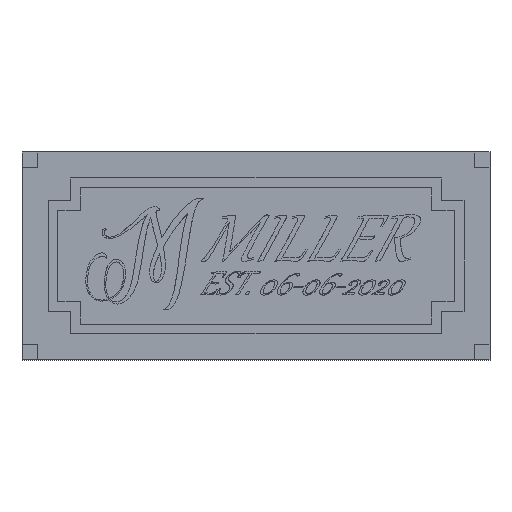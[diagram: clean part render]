
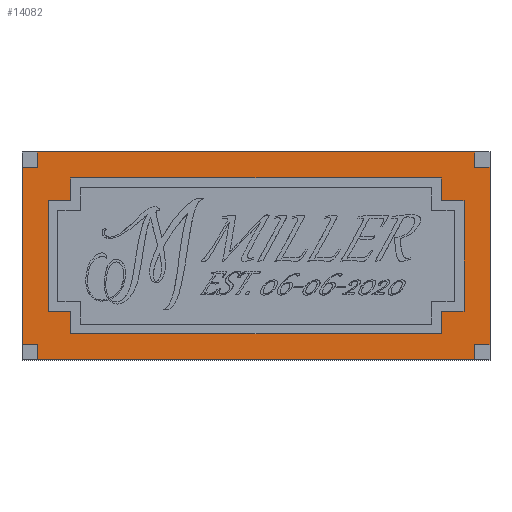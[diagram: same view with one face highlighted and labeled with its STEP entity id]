
A CAD part, top view. The second image highlights one B-rep face of the part: STEP entity #14082.
In plain terms, the highlighted planar face has unit normal (0, 0, 1).
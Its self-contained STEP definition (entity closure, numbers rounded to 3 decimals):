
#56=CARTESIAN_POINT('Axis2P3D Location',(0.,0.,25.4)) ;
#13137=CARTESIAN_POINT('Vertex',(409.575,177.8,25.4)) ;
#13142=CARTESIAN_POINT('Line Origine',(228.6,177.8,25.4)) ;
#13146=CARTESIAN_POINT('Vertex',(47.625,177.8,25.4)) ;
#13177=CARTESIAN_POINT('Vertex',(409.575,155.575,25.4)) ;
#13182=CARTESIAN_POINT('Line Origine',(409.575,166.688,25.4)) ;
#13204=CARTESIAN_POINT('Line Origine',(47.625,166.688,25.4)) ;
#13208=CARTESIAN_POINT('Vertex',(47.625,155.575,25.4)) ;
#13418=CARTESIAN_POINT('Vertex',(431.8,155.575,25.4)) ;
#13421=CARTESIAN_POINT('Line Origine',(420.688,155.575,25.4)) ;
#13433=CARTESIAN_POINT('Line Origine',(36.513,155.575,25.4)) ;
#13437=CARTESIAN_POINT('Vertex',(25.4,155.575,25.4)) ;
#13457=CARTESIAN_POINT('Line Origine',(25.4,101.6,25.4)) ;
#13461=CARTESIAN_POINT('Vertex',(25.4,47.625,25.4)) ;
#13481=CARTESIAN_POINT('Line Origine',(36.513,47.625,25.4)) ;
#13485=CARTESIAN_POINT('Vertex',(47.625,47.625,25.4)) ;
#13500=CARTESIAN_POINT('Line Origine',(47.625,36.513,25.4)) ;
#13504=CARTESIAN_POINT('Vertex',(47.625,25.4,25.4)) ;
#13524=CARTESIAN_POINT('Line Origine',(228.6,25.4,25.4)) ;
#13528=CARTESIAN_POINT('Vertex',(409.575,25.4,25.4)) ;
#13543=CARTESIAN_POINT('Line Origine',(409.575,36.513,25.4)) ;
#13547=CARTESIAN_POINT('Vertex',(409.575,47.625,25.4)) ;
#13562=CARTESIAN_POINT('Line Origine',(420.688,47.625,25.4)) ;
#13566=CARTESIAN_POINT('Vertex',(431.8,47.625,25.4)) ;
#13586=CARTESIAN_POINT('Line Origine',(431.8,101.6,25.4)) ;
#13800=CARTESIAN_POINT('Vertex',(442.2,0.,25.4)) ;
#13803=CARTESIAN_POINT('Line Origine',(228.6,0.,25.4)) ;
#13807=CARTESIAN_POINT('Vertex',(15.,0.,25.4)) ;
#13850=CARTESIAN_POINT('Line Origine',(457.2,101.6,25.4)) ;
#13854=CARTESIAN_POINT('Vertex',(457.2,15.,25.4)) ;
#13856=CARTESIAN_POINT('Vertex',(457.2,188.2,25.4)) ;
#13906=CARTESIAN_POINT('Line Origine',(228.6,203.2,25.4)) ;
#13910=CARTESIAN_POINT('Vertex',(442.2,203.2,25.4)) ;
#13912=CARTESIAN_POINT('Vertex',(15.,203.2,25.4)) ;
#13962=CARTESIAN_POINT('Line Origine',(0.,101.6,25.4)) ;
#13966=CARTESIAN_POINT('Vertex',(0.,188.2,25.4)) ;
#13968=CARTESIAN_POINT('Vertex',(0.,15.,25.4)) ;
#14006=CARTESIAN_POINT('Line Origine',(442.2,7.5,25.4)) ;
#14010=CARTESIAN_POINT('Vertex',(442.2,15.,25.4)) ;
#14013=CARTESIAN_POINT('Line Origine',(449.7,15.,25.4)) ;
#14018=CARTESIAN_POINT('Line Origine',(449.7,188.2,25.4)) ;
#14022=CARTESIAN_POINT('Vertex',(442.2,188.2,25.4)) ;
#14025=CARTESIAN_POINT('Line Origine',(442.2,195.7,25.4)) ;
#14030=CARTESIAN_POINT('Line Origine',(15.,195.7,25.4)) ;
#14034=CARTESIAN_POINT('Vertex',(15.,188.2,25.4)) ;
#14037=CARTESIAN_POINT('Line Origine',(7.5,188.2,25.4)) ;
#14042=CARTESIAN_POINT('Line Origine',(7.5,15.,25.4)) ;
#14046=CARTESIAN_POINT('Vertex',(15.,15.,25.4)) ;
#14049=CARTESIAN_POINT('Line Origine',(15.,7.5,25.4)) ;
#57=DIRECTION('Axis2P3D Direction',(0.,0.,1.)) ;
#58=DIRECTION('Axis2P3D XDirection',(1.,0.,0.)) ;
#13143=DIRECTION('Vector Direction',(-1.,0.,0.)) ;
#13183=DIRECTION('Vector Direction',(0.,1.,0.)) ;
#13205=DIRECTION('Vector Direction',(0.,1.,0.)) ;
#13422=DIRECTION('Vector Direction',(-1.,0.,0.)) ;
#13434=DIRECTION('Vector Direction',(-1.,0.,0.)) ;
#13458=DIRECTION('Vector Direction',(0.,-1.,0.)) ;
#13482=DIRECTION('Vector Direction',(1.,0.,0.)) ;
#13501=DIRECTION('Vector Direction',(0.,1.,0.)) ;
#13525=DIRECTION('Vector Direction',(1.,0.,0.)) ;
#13544=DIRECTION('Vector Direction',(0.,1.,0.)) ;
#13563=DIRECTION('Vector Direction',(1.,0.,0.)) ;
#13587=DIRECTION('Vector Direction',(0.,1.,0.)) ;
#13804=DIRECTION('Vector Direction',(1.,0.,0.)) ;
#13851=DIRECTION('Vector Direction',(0.,-1.,0.)) ;
#13907=DIRECTION('Vector Direction',(1.,0.,0.)) ;
#13963=DIRECTION('Vector Direction',(0.,1.,0.)) ;
#14007=DIRECTION('Vector Direction',(0.,1.,0.)) ;
#14014=DIRECTION('Vector Direction',(1.,0.,0.)) ;
#14019=DIRECTION('Vector Direction',(-1.,0.,0.)) ;
#14026=DIRECTION('Vector Direction',(0.,1.,0.)) ;
#14031=DIRECTION('Vector Direction',(0.,-1.,0.)) ;
#14038=DIRECTION('Vector Direction',(-1.,0.,0.)) ;
#14043=DIRECTION('Vector Direction',(1.,0.,0.)) ;
#14050=DIRECTION('Vector Direction',(0.,-1.,0.)) ;
#59=AXIS2_PLACEMENT_3D('Plane Axis2P3D',#56,#57,#58) ;
#14055=ORIENTED_EDGE('',*,*,#14012,.F.) ;
#14056=ORIENTED_EDGE('',*,*,#14017,.F.) ;
#14057=ORIENTED_EDGE('',*,*,#13858,.T.) ;
#14058=ORIENTED_EDGE('',*,*,#14024,.F.) ;
#14059=ORIENTED_EDGE('',*,*,#14029,.F.) ;
#14060=ORIENTED_EDGE('',*,*,#13914,.T.) ;
#14061=ORIENTED_EDGE('',*,*,#14036,.F.) ;
#14062=ORIENTED_EDGE('',*,*,#14041,.F.) ;
#14063=ORIENTED_EDGE('',*,*,#13970,.T.) ;
#14064=ORIENTED_EDGE('',*,*,#14048,.F.) ;
#14065=ORIENTED_EDGE('',*,*,#14053,.F.) ;
#14066=ORIENTED_EDGE('',*,*,#13809,.T.) ;
#14069=ORIENTED_EDGE('',*,*,#13425,.F.) ;
#14070=ORIENTED_EDGE('',*,*,#13590,.F.) ;
#14071=ORIENTED_EDGE('',*,*,#13568,.F.) ;
#14072=ORIENTED_EDGE('',*,*,#13549,.F.) ;
#14073=ORIENTED_EDGE('',*,*,#13530,.F.) ;
#14074=ORIENTED_EDGE('',*,*,#13506,.F.) ;
#14075=ORIENTED_EDGE('',*,*,#13487,.F.) ;
#14076=ORIENTED_EDGE('',*,*,#13463,.F.) ;
#14077=ORIENTED_EDGE('',*,*,#13439,.F.) ;
#14078=ORIENTED_EDGE('',*,*,#13210,.F.) ;
#14079=ORIENTED_EDGE('',*,*,#13148,.F.) ;
#14080=ORIENTED_EDGE('',*,*,#13186,.F.) ;
#14081=FACE_BOUND('',#14068,.T.) ;
#13144=VECTOR('Line Direction',#13143,1.) ;
#13184=VECTOR('Line Direction',#13183,1.) ;
#13206=VECTOR('Line Direction',#13205,1.) ;
#13423=VECTOR('Line Direction',#13422,1.) ;
#13435=VECTOR('Line Direction',#13434,1.) ;
#13459=VECTOR('Line Direction',#13458,1.) ;
#13483=VECTOR('Line Direction',#13482,1.) ;
#13502=VECTOR('Line Direction',#13501,1.) ;
#13526=VECTOR('Line Direction',#13525,1.) ;
#13545=VECTOR('Line Direction',#13544,1.) ;
#13564=VECTOR('Line Direction',#13563,1.) ;
#13588=VECTOR('Line Direction',#13587,1.) ;
#13805=VECTOR('Line Direction',#13804,1.) ;
#13852=VECTOR('Line Direction',#13851,1.) ;
#13908=VECTOR('Line Direction',#13907,1.) ;
#13964=VECTOR('Line Direction',#13963,1.) ;
#14008=VECTOR('Line Direction',#14007,1.) ;
#14015=VECTOR('Line Direction',#14014,1.) ;
#14020=VECTOR('Line Direction',#14019,1.) ;
#14027=VECTOR('Line Direction',#14026,1.) ;
#14032=VECTOR('Line Direction',#14031,1.) ;
#14039=VECTOR('Line Direction',#14038,1.) ;
#14044=VECTOR('Line Direction',#14043,1.) ;
#14051=VECTOR('Line Direction',#14050,1.) ;
#14082=ADVANCED_FACE('',(#14067,#14081),#60,.T.) ;
#13148=EDGE_CURVE('',#13138,#13147,#13145,.T.) ;
#13186=EDGE_CURVE('',#13178,#13138,#13185,.T.) ;
#13210=EDGE_CURVE('',#13147,#13209,#13207,.F.) ;
#13425=EDGE_CURVE('',#13419,#13178,#13424,.T.) ;
#13439=EDGE_CURVE('',#13209,#13438,#13436,.T.) ;
#13463=EDGE_CURVE('',#13438,#13462,#13460,.T.) ;
#13487=EDGE_CURVE('',#13462,#13486,#13484,.T.) ;
#13506=EDGE_CURVE('',#13486,#13505,#13503,.F.) ;
#13530=EDGE_CURVE('',#13505,#13529,#13527,.T.) ;
#13549=EDGE_CURVE('',#13529,#13548,#13546,.T.) ;
#13568=EDGE_CURVE('',#13548,#13567,#13565,.T.) ;
#13590=EDGE_CURVE('',#13567,#13419,#13589,.T.) ;
#13809=EDGE_CURVE('',#13808,#13801,#13806,.T.) ;
#13858=EDGE_CURVE('',#13855,#13857,#13853,.F.) ;
#13914=EDGE_CURVE('',#13911,#13913,#13909,.F.) ;
#13970=EDGE_CURVE('',#13967,#13969,#13965,.F.) ;
#14012=EDGE_CURVE('',#14011,#13801,#14009,.F.) ;
#14017=EDGE_CURVE('',#13855,#14011,#14016,.F.) ;
#14024=EDGE_CURVE('',#14023,#13857,#14021,.F.) ;
#14029=EDGE_CURVE('',#13911,#14023,#14028,.F.) ;
#14036=EDGE_CURVE('',#14035,#13913,#14033,.F.) ;
#14041=EDGE_CURVE('',#13967,#14035,#14040,.F.) ;
#14048=EDGE_CURVE('',#14047,#13969,#14045,.F.) ;
#14053=EDGE_CURVE('',#13808,#14047,#14052,.F.) ;
#14054=EDGE_LOOP('',(#14055,#14056,#14057,#14058,#14059,#14060,#14061,#14062,#14063,#14064,#14065,#14066)) ;
#14068=EDGE_LOOP('',(#14069,#14070,#14071,#14072,#14073,#14074,#14075,#14076,#14077,#14078,#14079,#14080)) ;
#14067=FACE_OUTER_BOUND('',#14054,.T.) ;
#13145=LINE('Line',#13142,#13144) ;
#13185=LINE('Line',#13182,#13184) ;
#13207=LINE('Line',#13204,#13206) ;
#13424=LINE('Line',#13421,#13423) ;
#13436=LINE('Line',#13433,#13435) ;
#13460=LINE('Line',#13457,#13459) ;
#13484=LINE('Line',#13481,#13483) ;
#13503=LINE('Line',#13500,#13502) ;
#13527=LINE('Line',#13524,#13526) ;
#13546=LINE('Line',#13543,#13545) ;
#13565=LINE('Line',#13562,#13564) ;
#13589=LINE('Line',#13586,#13588) ;
#13806=LINE('Line',#13803,#13805) ;
#13853=LINE('Line',#13850,#13852) ;
#13909=LINE('Line',#13906,#13908) ;
#13965=LINE('Line',#13962,#13964) ;
#14009=LINE('Line',#14006,#14008) ;
#14016=LINE('Line',#14013,#14015) ;
#14021=LINE('Line',#14018,#14020) ;
#14028=LINE('Line',#14025,#14027) ;
#14033=LINE('Line',#14030,#14032) ;
#14040=LINE('Line',#14037,#14039) ;
#14045=LINE('Line',#14042,#14044) ;
#14052=LINE('Line',#14049,#14051) ;
#60=PLANE('Plane',#59) ;
#13138=VERTEX_POINT('',#13137) ;
#13147=VERTEX_POINT('',#13146) ;
#13178=VERTEX_POINT('',#13177) ;
#13209=VERTEX_POINT('',#13208) ;
#13419=VERTEX_POINT('',#13418) ;
#13438=VERTEX_POINT('',#13437) ;
#13462=VERTEX_POINT('',#13461) ;
#13486=VERTEX_POINT('',#13485) ;
#13505=VERTEX_POINT('',#13504) ;
#13529=VERTEX_POINT('',#13528) ;
#13548=VERTEX_POINT('',#13547) ;
#13567=VERTEX_POINT('',#13566) ;
#13801=VERTEX_POINT('',#13800) ;
#13808=VERTEX_POINT('',#13807) ;
#13855=VERTEX_POINT('',#13854) ;
#13857=VERTEX_POINT('',#13856) ;
#13911=VERTEX_POINT('',#13910) ;
#13913=VERTEX_POINT('',#13912) ;
#13967=VERTEX_POINT('',#13966) ;
#13969=VERTEX_POINT('',#13968) ;
#14011=VERTEX_POINT('',#14010) ;
#14023=VERTEX_POINT('',#14022) ;
#14035=VERTEX_POINT('',#14034) ;
#14047=VERTEX_POINT('',#14046) ;
